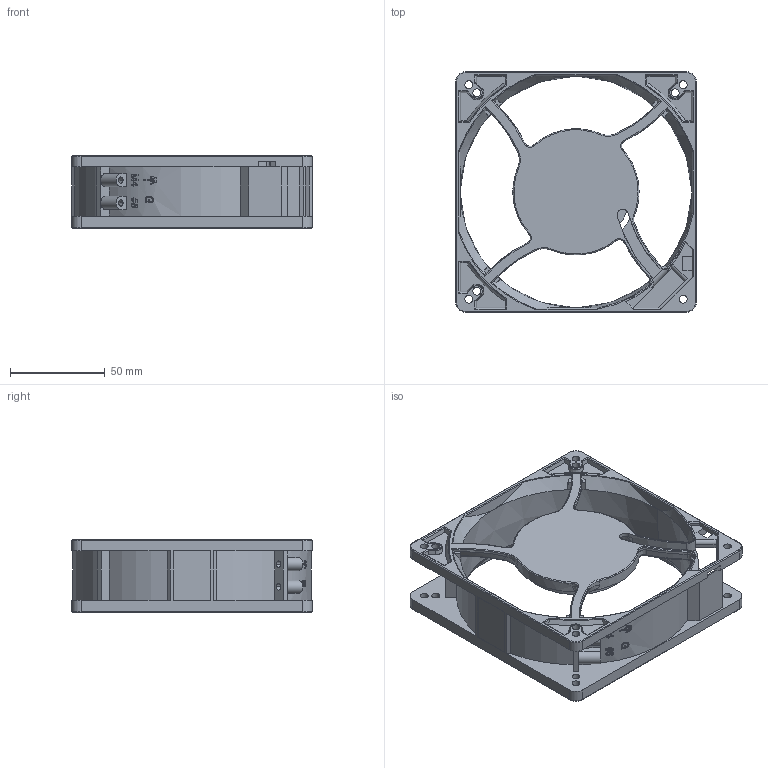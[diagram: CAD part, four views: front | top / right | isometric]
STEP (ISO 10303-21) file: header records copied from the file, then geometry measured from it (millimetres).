
FILE_DESCRIPTION (( 'STEP AP203' ), '1' );
FILE_NAME ('OA119AP-1855_m0_frame.stp', '2024-03-28T16:00:12', ( '' ), ( '' ), 'SwSTEP 2.0', 'SolidWorks 2018', '' );
FILE_SCHEMA (( 'CONFIG_CONTROL_DESIGN' ));
Length unit declared in the file: millimetre
Products named in the file (1): OA119AP-1855_m0_frame
Bounding box: 127 x 127 x 38.5 mm (x, y, z)
Volume: 94976.9 mm3; surface area: 66997.3 mm2
Topology: 1 solids, 1 shells, 677 faces, 1783 edges, 1133 vertices
Faces by surface type: plane 243, cylinder 167, bspline 127, cone 74, torus 66
Entity records: 25861 total; most frequent: CARTESIAN_POINT 10207, ORIENTED_EDGE 3566, DIRECTION 2791, EDGE_CURVE 1783, VERTEX_POINT 1133, AXIS2_PLACEMENT_3D 1023, EDGE_LOOP 750, LINE 745
